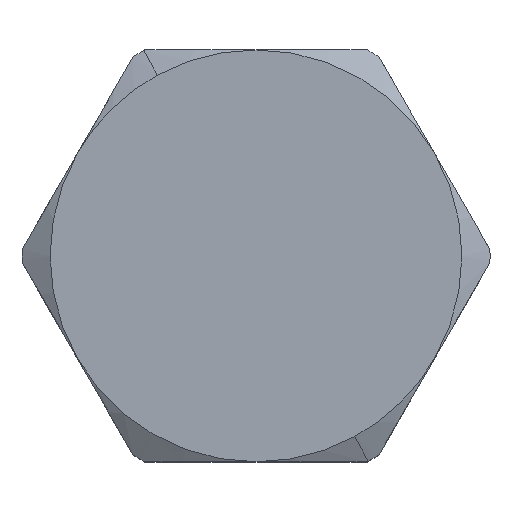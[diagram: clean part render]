
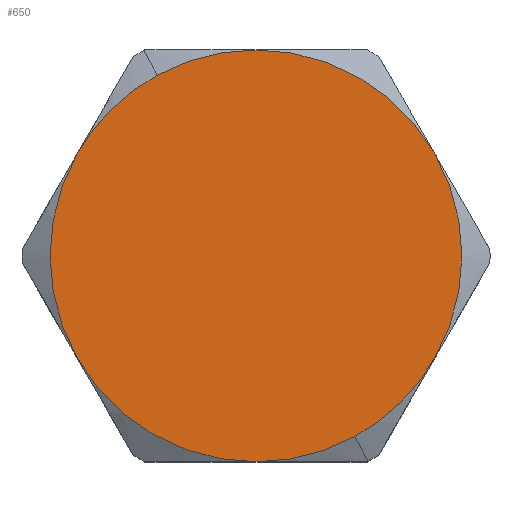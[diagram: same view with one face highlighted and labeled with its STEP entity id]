
A CAD part, top view. The second image highlights one B-rep face of the part: STEP entity #650.
In plain terms, the highlighted planar face has unit normal (0, 0, 1).
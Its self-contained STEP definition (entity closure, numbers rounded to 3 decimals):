
#579=CARTESIAN_POINT('Axis2P3D Location',(0.,-5.25,20.5)) ;
#584=CARTESIAN_POINT('Axis2P3D Location',(0.,0.,20.5)) ;
#588=CARTESIAN_POINT('Vertex',(-5.274,9.653,20.5)) ;
#590=CARTESIAN_POINT('Vertex',(-9.526,5.5,20.5)) ;
#593=CARTESIAN_POINT('Axis2P3D Location',(0.,0.,20.5)) ;
#597=CARTESIAN_POINT('Vertex',(-9.526,-5.5,20.5)) ;
#600=CARTESIAN_POINT('Axis2P3D Location',(0.,0.,20.5)) ;
#604=CARTESIAN_POINT('Vertex',(0.,-11.,20.5)) ;
#607=CARTESIAN_POINT('Axis2P3D Location',(0.,0.,20.5)) ;
#611=CARTESIAN_POINT('Vertex',(5.274,-9.653,20.5)) ;
#614=CARTESIAN_POINT('Axis2P3D Location',(0.,0.,20.5)) ;
#618=CARTESIAN_POINT('Vertex',(9.526,-5.5,20.5)) ;
#621=CARTESIAN_POINT('Axis2P3D Location',(0.,0.,20.5)) ;
#625=CARTESIAN_POINT('Vertex',(9.526,5.5,20.5)) ;
#628=CARTESIAN_POINT('Axis2P3D Location',(0.,0.,20.5)) ;
#632=CARTESIAN_POINT('Vertex',(0.,11.,20.5)) ;
#635=CARTESIAN_POINT('Axis2P3D Location',(0.,0.,20.5)) ;
#580=DIRECTION('Axis2P3D Direction',(0.,0.,1.)) ;
#581=DIRECTION('Axis2P3D XDirection',(1.,0.,0.)) ;
#585=DIRECTION('Axis2P3D Direction',(0.,0.,1.)) ;
#594=DIRECTION('Axis2P3D Direction',(0.,0.,1.)) ;
#601=DIRECTION('Axis2P3D Direction',(0.,0.,1.)) ;
#608=DIRECTION('Axis2P3D Direction',(0.,0.,1.)) ;
#615=DIRECTION('Axis2P3D Direction',(0.,0.,1.)) ;
#622=DIRECTION('Axis2P3D Direction',(0.,0.,1.)) ;
#629=DIRECTION('Axis2P3D Direction',(0.,0.,1.)) ;
#636=DIRECTION('Axis2P3D Direction',(0.,0.,1.)) ;
#582=AXIS2_PLACEMENT_3D('Plane Axis2P3D',#579,#580,#581) ;
#586=AXIS2_PLACEMENT_3D('Circle Axis2P3D',#584,#585,$) ;
#595=AXIS2_PLACEMENT_3D('Circle Axis2P3D',#593,#594,$) ;
#602=AXIS2_PLACEMENT_3D('Circle Axis2P3D',#600,#601,$) ;
#609=AXIS2_PLACEMENT_3D('Circle Axis2P3D',#607,#608,$) ;
#616=AXIS2_PLACEMENT_3D('Circle Axis2P3D',#614,#615,$) ;
#623=AXIS2_PLACEMENT_3D('Circle Axis2P3D',#621,#622,$) ;
#630=AXIS2_PLACEMENT_3D('Circle Axis2P3D',#628,#629,$) ;
#637=AXIS2_PLACEMENT_3D('Circle Axis2P3D',#635,#636,$) ;
#641=ORIENTED_EDGE('',*,*,#592,.T.) ;
#642=ORIENTED_EDGE('',*,*,#599,.T.) ;
#643=ORIENTED_EDGE('',*,*,#606,.T.) ;
#644=ORIENTED_EDGE('',*,*,#613,.T.) ;
#645=ORIENTED_EDGE('',*,*,#620,.T.) ;
#646=ORIENTED_EDGE('',*,*,#627,.T.) ;
#647=ORIENTED_EDGE('',*,*,#634,.T.) ;
#648=ORIENTED_EDGE('',*,*,#639,.T.) ;
#650=ADVANCED_FACE('PartBody',(#649),#583,.T.) ;
#587=CIRCLE('generated circle',#586,11.) ;
#596=CIRCLE('generated circle',#595,11.) ;
#603=CIRCLE('generated circle',#602,11.) ;
#610=CIRCLE('generated circle',#609,11.) ;
#617=CIRCLE('generated circle',#616,11.) ;
#624=CIRCLE('generated circle',#623,11.) ;
#631=CIRCLE('generated circle',#630,11.) ;
#638=CIRCLE('generated circle',#637,11.) ;
#592=EDGE_CURVE('',#589,#591,#587,.T.) ;
#599=EDGE_CURVE('',#591,#598,#596,.T.) ;
#606=EDGE_CURVE('',#598,#605,#603,.T.) ;
#613=EDGE_CURVE('',#605,#612,#610,.T.) ;
#620=EDGE_CURVE('',#612,#619,#617,.T.) ;
#627=EDGE_CURVE('',#619,#626,#624,.T.) ;
#634=EDGE_CURVE('',#626,#633,#631,.T.) ;
#639=EDGE_CURVE('',#633,#589,#638,.T.) ;
#640=EDGE_LOOP('',(#641,#642,#643,#644,#645,#646,#647,#648)) ;
#649=FACE_OUTER_BOUND('',#640,.T.) ;
#583=PLANE('',#582) ;
#589=VERTEX_POINT('',#588) ;
#591=VERTEX_POINT('',#590) ;
#598=VERTEX_POINT('',#597) ;
#605=VERTEX_POINT('',#604) ;
#612=VERTEX_POINT('',#611) ;
#619=VERTEX_POINT('',#618) ;
#626=VERTEX_POINT('',#625) ;
#633=VERTEX_POINT('',#632) ;
